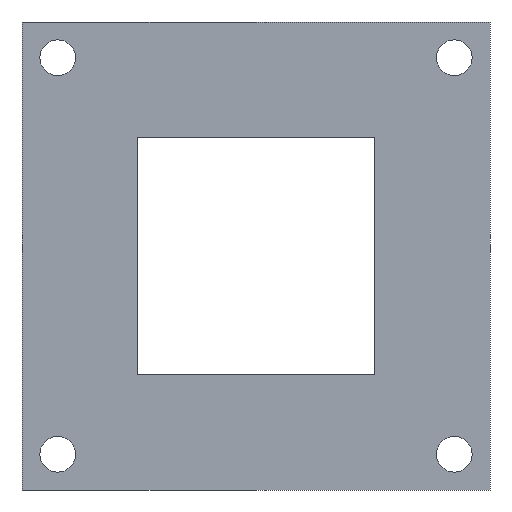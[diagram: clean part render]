
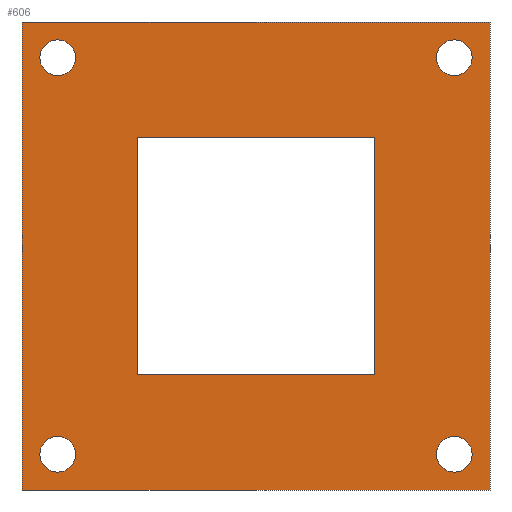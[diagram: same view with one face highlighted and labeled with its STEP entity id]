
A CAD part, front view. The second image highlights one B-rep face of the part: STEP entity #606.
In plain terms, the highlighted planar face has unit normal (0, -1, 0).
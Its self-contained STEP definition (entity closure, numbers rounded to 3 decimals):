
#2 = EDGE_CURVE ( 'NONE', #146, #418, #82, .T. ) ;
#3 = AXIS2_PLACEMENT_3D ( 'NONE', #471, #181, #438 ) ;
#15 = CARTESIAN_POINT ( 'NONE',  ( -50., -3., 54.5 ) ) ;
#16 = CARTESIAN_POINT ( 'NONE',  ( -50., -3., 50. ) ) ;
#19 = ORIENTED_EDGE ( 'NONE', *, *, #26, .T. ) ;
#21 = ORIENTED_EDGE ( 'NONE', *, *, #376, .T. ) ;
#22 = CARTESIAN_POINT ( 'NONE',  ( -30., -3., -30. ) ) ;
#26 = EDGE_CURVE ( 'NONE', #130, #387, #377, .T. ) ;
#28 = ORIENTED_EDGE ( 'NONE', *, *, #648, .T. ) ;
#35 = EDGE_CURVE ( 'NONE', #391, #118, #388, .T. ) ;
#39 = EDGE_CURVE ( 'NONE', #118, #432, #185, .T. ) ;
#52 = CARTESIAN_POINT ( 'NONE',  ( 0., -3., 0. ) ) ;
#54 = CARTESIAN_POINT ( 'NONE',  ( 30., -3., 30. ) ) ;
#56 = DIRECTION ( 'NONE',  ( -1., 0., 0. ) ) ;
#60 = VECTOR ( 'NONE', #367, 1000. ) ;
#63 = DIRECTION ( 'NONE',  ( 0., 0., 1. ) ) ;
#68 = DIRECTION ( 'NONE',  ( 0., 0., -1. ) ) ;
#71 = AXIS2_PLACEMENT_3D ( 'NONE', #614, #417, #232 ) ;
#73 = CARTESIAN_POINT ( 'NONE',  ( -50., -3., 50. ) ) ;
#76 = CARTESIAN_POINT ( 'NONE',  ( 30., -3., -30. ) ) ;
#77 = DIRECTION ( 'NONE',  ( 1., 0., 0. ) ) ;
#82 = CIRCLE ( 'NONE', #563, 4.5 ) ;
#86 = CARTESIAN_POINT ( 'NONE',  ( -50., -3., -45.5 ) ) ;
#89 = ORIENTED_EDGE ( 'NONE', *, *, #39, .F. ) ;
#90 = CARTESIAN_POINT ( 'NONE',  ( 59., -3., -59. ) ) ;
#91 = ORIENTED_EDGE ( 'NONE', *, *, #184, .T. ) ;
#97 = VERTEX_POINT ( 'NONE', #90 ) ;
#106 = VECTOR ( 'NONE', #56, 1000. ) ;
#108 = DIRECTION ( 'NONE',  ( 0., 0., -1. ) ) ;
#109 = LINE ( 'NONE', #518, #416 ) ;
#115 = CIRCLE ( 'NONE', #71, 4.5 ) ;
#118 = VERTEX_POINT ( 'NONE', #393 ) ;
#121 = CARTESIAN_POINT ( 'NONE',  ( 59., -3., 59. ) ) ;
#130 = VERTEX_POINT ( 'NONE', #446 ) ;
#143 = VERTEX_POINT ( 'NONE', #293 ) ;
#145 = CARTESIAN_POINT ( 'NONE',  ( -30., -3., -30. ) ) ;
#146 = VERTEX_POINT ( 'NONE', #86 ) ;
#153 = CARTESIAN_POINT ( 'NONE',  ( 50., -3., -54.5 ) ) ;
#154 = CARTESIAN_POINT ( 'NONE',  ( -59., -3., -59. ) ) ;
#158 = DIRECTION ( 'NONE',  ( 0., 0., 1. ) ) ;
#160 = VECTOR ( 'NONE', #194, 1000. ) ;
#163 = DIRECTION ( 'NONE',  ( 0., 0., 1. ) ) ;
#167 = ORIENTED_EDGE ( 'NONE', *, *, #618, .T. ) ;
#170 = VECTOR ( 'NONE', #68, 1000. ) ;
#175 = ORIENTED_EDGE ( 'NONE', *, *, #233, .T. ) ;
#176 = CARTESIAN_POINT ( 'NONE',  ( 50., -3., -45.5 ) ) ;
#180 = DIRECTION ( 'NONE',  ( 0., 1., 0. ) ) ;
#181 = DIRECTION ( 'NONE',  ( 0., 1., 0. ) ) ;
#184 = EDGE_CURVE ( 'NONE', #570, #550, #442, .T. ) ;
#185 = LINE ( 'NONE', #303, #213 ) ;
#189 = DIRECTION ( 'NONE',  ( 0., 0., 1. ) ) ;
#194 = DIRECTION ( 'NONE',  ( 0., 0., 1. ) ) ;
#200 = DIRECTION ( 'NONE',  ( 0., 1., 0. ) ) ;
#210 = FACE_BOUND ( 'NONE', #260, .T. ) ;
#213 = VECTOR ( 'NONE', #77, 1000. ) ;
#219 = FACE_BOUND ( 'NONE', #619, .T. ) ;
#224 = VERTEX_POINT ( 'NONE', #261 ) ;
#228 = DIRECTION ( 'NONE',  ( 0., 0., 1. ) ) ;
#230 = EDGE_CURVE ( 'NONE', #301, #380, #355, .T. ) ;
#232 = DIRECTION ( 'NONE',  ( 0., 0., 1. ) ) ;
#233 = EDGE_CURVE ( 'NONE', #550, #291, #411, .T. ) ;
#238 = DIRECTION ( 'NONE',  ( 0., 0., 1. ) ) ;
#243 = ORIENTED_EDGE ( 'NONE', *, *, #323, .T. ) ;
#250 = EDGE_LOOP ( 'NONE', ( #664, #167, #91, #175 ) ) ;
#260 = EDGE_LOOP ( 'NONE', ( #305, #28 ) ) ;
#261 = CARTESIAN_POINT ( 'NONE',  ( 50., -3., 54.5 ) ) ;
#274 = CIRCLE ( 'NONE', #522, 4.5 ) ;
#275 = EDGE_CURVE ( 'NONE', #291, #580, #312, .T. ) ;
#276 = DIRECTION ( 'NONE',  ( 0., 1., 0. ) ) ;
#287 = ORIENTED_EDGE ( 'NONE', *, *, #363, .T. ) ;
#291 = VERTEX_POINT ( 'NONE', #54 ) ;
#293 = CARTESIAN_POINT ( 'NONE',  ( 50., -3., 45.5 ) ) ;
#301 = VERTEX_POINT ( 'NONE', #153 ) ;
#303 = CARTESIAN_POINT ( 'NONE',  ( -59., -3., 59. ) ) ;
#305 = ORIENTED_EDGE ( 'NONE', *, *, #230, .T. ) ;
#312 = LINE ( 'NONE', #405, #572 ) ;
#321 = CARTESIAN_POINT ( 'NONE',  ( 59., -3., -59. ) ) ;
#322 = ORIENTED_EDGE ( 'NONE', *, *, #573, .T. ) ;
#323 = EDGE_CURVE ( 'NONE', #418, #146, #115, .T. ) ;
#328 = CARTESIAN_POINT ( 'NONE',  ( 50., -3., 50. ) ) ;
#335 = AXIS2_PLACEMENT_3D ( 'NONE', #52, #663, #163 ) ;
#345 = CIRCLE ( 'NONE', #429, 4.5 ) ;
#350 = CARTESIAN_POINT ( 'NONE',  ( -59., -3., -59. ) ) ;
#355 = CIRCLE ( 'NONE', #561, 4.5 ) ;
#357 = EDGE_CURVE ( 'NONE', #432, #97, #431, .T. ) ;
#363 = EDGE_CURVE ( 'NONE', #143, #224, #345, .T. ) ;
#367 = DIRECTION ( 'NONE',  ( 1., 0., 0. ) ) ;
#369 = LINE ( 'NONE', #154, #106 ) ;
#376 = EDGE_CURVE ( 'NONE', #224, #143, #409, .T. ) ;
#377 = CIRCLE ( 'NONE', #493, 4.5 ) ;
#380 = VERTEX_POINT ( 'NONE', #176 ) ;
#387 = VERTEX_POINT ( 'NONE', #15 ) ;
#388 = LINE ( 'NONE', #350, #160 ) ;
#391 = VERTEX_POINT ( 'NONE', #435 ) ;
#393 = CARTESIAN_POINT ( 'NONE',  ( -59., -3., 59. ) ) ;
#399 = AXIS2_PLACEMENT_3D ( 'NONE', #520, #276, #425 ) ;
#401 = DIRECTION ( 'NONE',  ( 0., 0., 1. ) ) ;
#405 = CARTESIAN_POINT ( 'NONE',  ( 30., -3., -30. ) ) ;
#408 = DIRECTION ( 'NONE',  ( -1., 0., 0. ) ) ;
#409 = CIRCLE ( 'NONE', #399, 4.5 ) ;
#410 = EDGE_LOOP ( 'NONE', ( #632, #89, #485, #486 ) ) ;
#411 = LINE ( 'NONE', #509, #60 ) ;
#415 = FACE_BOUND ( 'NONE', #496, .T. ) ;
#416 = VECTOR ( 'NONE', #408, 1000. ) ;
#417 = DIRECTION ( 'NONE',  ( 0., 1., 0. ) ) ;
#418 = VERTEX_POINT ( 'NONE', #623 ) ;
#425 = DIRECTION ( 'NONE',  ( 0., 0., 1. ) ) ;
#429 = AXIS2_PLACEMENT_3D ( 'NONE', #328, #668, #228 ) ;
#431 = LINE ( 'NONE', #321, #170 ) ;
#432 = VERTEX_POINT ( 'NONE', #121 ) ;
#435 = CARTESIAN_POINT ( 'NONE',  ( -59., -3., -59. ) ) ;
#438 = DIRECTION ( 'NONE',  ( 0., 0., 1. ) ) ;
#442 = LINE ( 'NONE', #145, #491 ) ;
#446 = CARTESIAN_POINT ( 'NONE',  ( -50., -3., 45.5 ) ) ;
#452 = CARTESIAN_POINT ( 'NONE',  ( 50., -3., -50. ) ) ;
#462 = PLANE ( 'NONE',  #335 ) ;
#471 = CARTESIAN_POINT ( 'NONE',  ( 50., -3., -50. ) ) ;
#483 = CARTESIAN_POINT ( 'NONE',  ( -50., -3., -50. ) ) ;
#485 = ORIENTED_EDGE ( 'NONE', *, *, #35, .F. ) ;
#486 = ORIENTED_EDGE ( 'NONE', *, *, #642, .F. ) ;
#491 = VECTOR ( 'NONE', #189, 1000. ) ;
#493 = AXIS2_PLACEMENT_3D ( 'NONE', #16, #180, #238 ) ;
#496 = EDGE_LOOP ( 'NONE', ( #287, #21 ) ) ;
#509 = CARTESIAN_POINT ( 'NONE',  ( -30., -3., 30. ) ) ;
#518 = CARTESIAN_POINT ( 'NONE',  ( -30., -3., -30. ) ) ;
#520 = CARTESIAN_POINT ( 'NONE',  ( 50., -3., 50. ) ) ;
#522 = AXIS2_PLACEMENT_3D ( 'NONE', #73, #200, #401 ) ;
#526 = DIRECTION ( 'NONE',  ( 0., 1., 0. ) ) ;
#550 = VERTEX_POINT ( 'NONE', #650 ) ;
#554 = CIRCLE ( 'NONE', #3, 4.5 ) ;
#558 = DIRECTION ( 'NONE',  ( 0., 1., 0. ) ) ;
#561 = AXIS2_PLACEMENT_3D ( 'NONE', #452, #558, #158 ) ;
#563 = AXIS2_PLACEMENT_3D ( 'NONE', #483, #526, #63 ) ;
#567 = FACE_BOUND ( 'NONE', #624, .T. ) ;
#570 = VERTEX_POINT ( 'NONE', #22 ) ;
#572 = VECTOR ( 'NONE', #108, 1000. ) ;
#573 = EDGE_CURVE ( 'NONE', #387, #130, #274, .T. ) ;
#580 = VERTEX_POINT ( 'NONE', #76 ) ;
#604 = ORIENTED_EDGE ( 'NONE', *, *, #2, .T. ) ;
#606 = ADVANCED_FACE ( 'NONE', ( #612, #615, #219, #567, #415, #210 ), #462, .F. ) ;
#612 = FACE_OUTER_BOUND ( 'NONE', #410, .T. ) ;
#614 = CARTESIAN_POINT ( 'NONE',  ( -50., -3., -50. ) ) ;
#615 = FACE_BOUND ( 'NONE', #250, .T. ) ;
#618 = EDGE_CURVE ( 'NONE', #580, #570, #109, .T. ) ;
#619 = EDGE_LOOP ( 'NONE', ( #243, #604 ) ) ;
#623 = CARTESIAN_POINT ( 'NONE',  ( -50., -3., -54.5 ) ) ;
#624 = EDGE_LOOP ( 'NONE', ( #19, #322 ) ) ;
#632 = ORIENTED_EDGE ( 'NONE', *, *, #357, .F. ) ;
#642 = EDGE_CURVE ( 'NONE', #97, #391, #369, .T. ) ;
#648 = EDGE_CURVE ( 'NONE', #380, #301, #554, .T. ) ;
#650 = CARTESIAN_POINT ( 'NONE',  ( -30., -3., 30. ) ) ;
#663 = DIRECTION ( 'NONE',  ( 0., 1., 0. ) ) ;
#664 = ORIENTED_EDGE ( 'NONE', *, *, #275, .T. ) ;
#668 = DIRECTION ( 'NONE',  ( 0., 1., 0. ) ) ;
